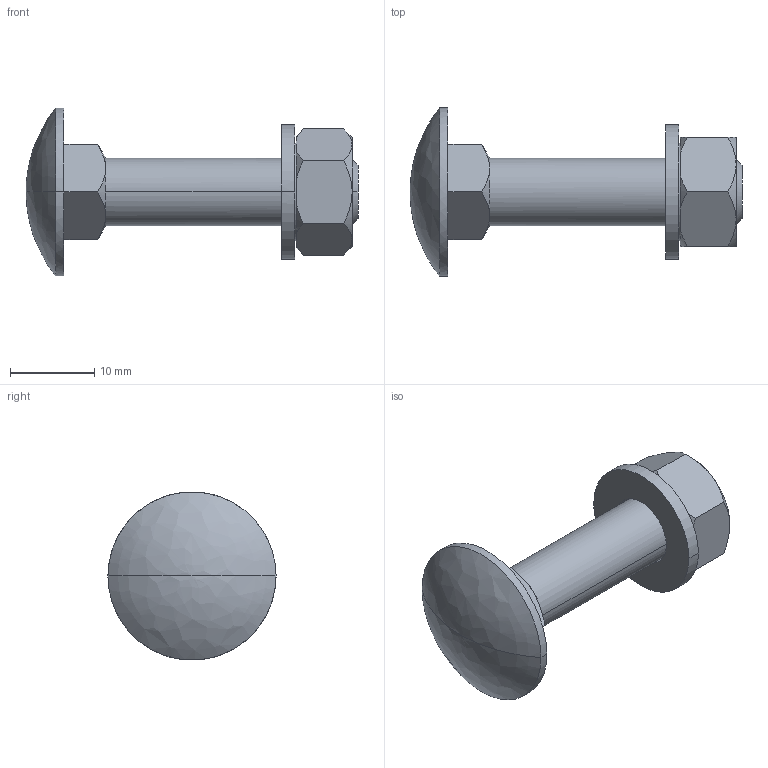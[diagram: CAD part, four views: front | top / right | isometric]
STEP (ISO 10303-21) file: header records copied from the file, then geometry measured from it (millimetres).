
FILE_DESCRIPTION(/* description */ (''),/* implementation_level */ '2;1');
FILE_NAME(/* name */ '6407048',/* time_stamp */ '2014-01-14T15:59:28+01:00',/* author */ (''),/* organization */ (''),/* preprocessor_version */ 'ST-DEVELOPER v15',/* originating_system */ '',/* authorisation */ '');
FILE_SCHEMA (('CONFIG_CONTROL_DESIGN'));
Length unit declared in the file: millimetre
Products named in the file (2): Document; Block 01
Assembly tree (1 placements, depth 2):
  Document
    Block 01
Bounding box: 39.5 x 20 x 19.98 mm (x, y, z)
Volume: 3673.9 mm3; surface area: 2676.2 mm2
Topology: 3 solids, 3 shells, 53 faces, 120 edges, 73 vertices
Faces by surface type: bspline 36, plane 17
Entity records: 2183 total; most frequent: CARTESIAN_POINT 1276, ORIENTED_EDGE 236, EDGE_CURVE 118, VERTEX_POINT 73, B_SPLINE_CURVE_WITH_KNOTS 70, EDGE_LOOP 59, ADVANCED_FACE 53, FACE_OUTER_BOUND 53
